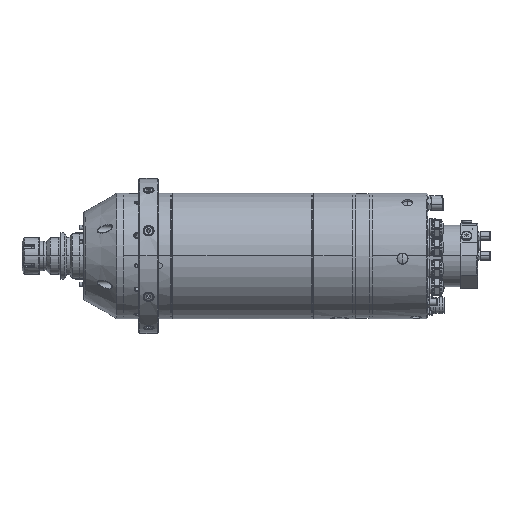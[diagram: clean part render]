
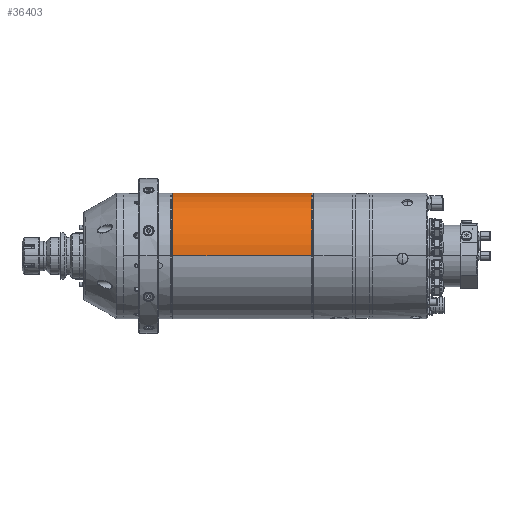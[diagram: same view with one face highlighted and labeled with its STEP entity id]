
A CAD part, top view. The second image highlights one B-rep face of the part: STEP entity #36403.
In plain terms, the highlighted cylindrical face has radius 85 mm (diameter 170 mm), a partial arc.
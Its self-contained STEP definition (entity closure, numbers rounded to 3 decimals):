
#1537 = EDGE_LOOP ( 'NONE', ( #39415, #39414, #39412, #39410 ) ) ;
#14509 = LINE ( 'NONE', #36723, #14516 ) ;
#14511 = CIRCLE ( 'NONE', #27265, 85. ) ;
#14513 = LINE ( 'NONE', #36727, #14514 ) ;
#14514 = VECTOR ( 'NONE', #36724, 1000. ) ;
#14516 = VECTOR ( 'NONE', #36720, 1000. ) ;
#14518 = CIRCLE ( 'NONE', #27267, 85. ) ;
#14995 = DIRECTION ( 'NONE',  ( 0., 0., -1. ) ) ;
#15288 = CARTESIAN_POINT ( 'NONE',  ( 369., 0., 0. ) ) ;
#15296 = DIRECTION ( 'NONE',  ( 1., 0., 0. ) ) ;
#24351 = EDGE_CURVE ( 'NONE', #47853, #47854, #14513, .T. ) ;
#24352 = EDGE_CURVE ( 'NONE', #47859, #47856, #14509, .T. ) ;
#24353 = EDGE_CURVE ( 'NONE', #47859, #47853, #14511, .T. ) ;
#24356 = EDGE_CURVE ( 'NONE', #47856, #47854, #14518, .T. ) ;
#27265 = AXIS2_PLACEMENT_3D ( 'NONE', #36715, #36713, #36711 ) ;
#27267 = AXIS2_PLACEMENT_3D ( 'NONE', #36694, #36692, #36690 ) ;
#36403 = ADVANCED_FACE ( 'NONE', ( #57733 ), #57742, .T. ) ;
#36690 = DIRECTION ( 'NONE',  ( 0., 0., 1. ) ) ;
#36692 = DIRECTION ( 'NONE',  ( -1., 0., 0. ) ) ;
#36694 = CARTESIAN_POINT ( 'NONE',  ( 313.8, 0., 0. ) ) ;
#36711 = DIRECTION ( 'NONE',  ( 0., 0., 1. ) ) ;
#36713 = DIRECTION ( 'NONE',  ( -1., 0., 0. ) ) ;
#36715 = CARTESIAN_POINT ( 'NONE',  ( 125.8, 0., 0. ) ) ;
#36720 = DIRECTION ( 'NONE',  ( 1., 0., 0. ) ) ;
#36723 = CARTESIAN_POINT ( 'NONE',  ( 369., 0., 85. ) ) ;
#36724 = DIRECTION ( 'NONE',  ( 1., 0., 0. ) ) ;
#36727 = CARTESIAN_POINT ( 'NONE',  ( 369., 0., -85. ) ) ;
#39410 = ORIENTED_EDGE ( 'NONE', *, *, #24351, .F. ) ;
#39412 = ORIENTED_EDGE ( 'NONE', *, *, #24356, .T. ) ;
#39414 = ORIENTED_EDGE ( 'NONE', *, *, #24352, .T. ) ;
#39415 = ORIENTED_EDGE ( 'NONE', *, *, #24353, .F. ) ;
#40282 = CARTESIAN_POINT ( 'NONE',  ( 125.8, 0., 85. ) ) ;
#40317 = CARTESIAN_POINT ( 'NONE',  ( 125.8, 0., -85. ) ) ;
#40320 = CARTESIAN_POINT ( 'NONE',  ( 313.8, 0., 85. ) ) ;
#40357 = CARTESIAN_POINT ( 'NONE',  ( 313.8, 0., -85. ) ) ;
#47853 = VERTEX_POINT ( 'NONE', #40317 ) ;
#47854 = VERTEX_POINT ( 'NONE', #40357 ) ;
#47856 = VERTEX_POINT ( 'NONE', #40320 ) ;
#47859 = VERTEX_POINT ( 'NONE', #40282 ) ;
#57733 = FACE_OUTER_BOUND ( 'NONE', #1537, .T. ) ;
#57742 = CYLINDRICAL_SURFACE ( 'NONE', #58775, 85. ) ;
#58775 = AXIS2_PLACEMENT_3D ( 'NONE', #15288, #15296, #14995 ) ;
